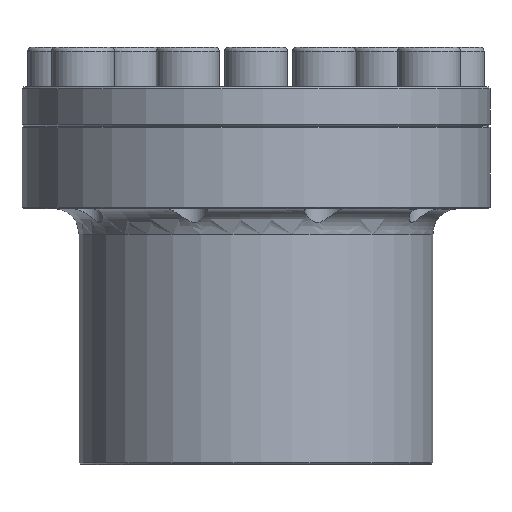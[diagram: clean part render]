
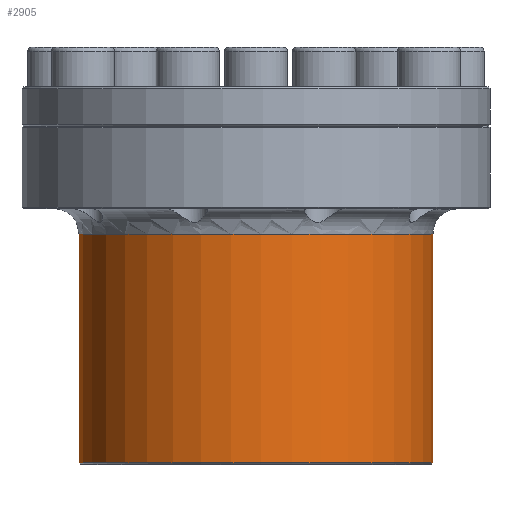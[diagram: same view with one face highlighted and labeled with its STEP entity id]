
A CAD part, front view. The second image highlights one B-rep face of the part: STEP entity #2905.
In plain terms, the highlighted cylindrical face has radius 45 mm (diameter 90 mm), a partial arc.
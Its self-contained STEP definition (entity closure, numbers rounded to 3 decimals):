
#218=LINE('',#5472,#422);
#232=LINE('',#5507,#436);
#422=VECTOR('',#3898,1.);
#436=VECTOR('',#3914,1.);
#821=FACE_OUTER_BOUND('',#1047,.T.);
#1047=EDGE_LOOP('',(#2520,#2521,#2522,#2523));
#1129=CIRCLE('',#3118,45.);
#1181=CIRCLE('',#3209,45.);
#1389=VERTEX_POINT('',#5153);
#1390=VERTEX_POINT('',#5155);
#1426=VERTEX_POINT('',#5471);
#1440=VERTEX_POINT('',#5505);
#1708=EDGE_CURVE('',#1390,#1389,#1129,.T.);
#1773=EDGE_CURVE('',#1426,#1390,#218,.T.);
#1789=EDGE_CURVE('',#1389,#1440,#232,.T.);
#1814=EDGE_CURVE('',#1426,#1440,#1181,.T.);
#2520=ORIENTED_EDGE('',*,*,#1773,.T.);
#2521=ORIENTED_EDGE('',*,*,#1708,.T.);
#2522=ORIENTED_EDGE('',*,*,#1789,.T.);
#2523=ORIENTED_EDGE('',*,*,#1814,.F.);
#2587=CYLINDRICAL_SURFACE('',#3208,45.);
#2905=ADVANCED_FACE('',(#821),#2587,.T.);
#3118=AXIS2_PLACEMENT_3D('',#5156,#3756,#3757);
#3208=AXIS2_PLACEMENT_3D('',#5554,#3978,#3979);
#3209=AXIS2_PLACEMENT_3D('',#5555,#3980,#3981);
#3756=DIRECTION('center_axis',(0.,0.,-1.));
#3757=DIRECTION('ref_axis',(0.,1.,0.));
#3898=DIRECTION('',(0.,0.,1.));
#3914=DIRECTION('',(0.,0.,-1.));
#3978=DIRECTION('center_axis',(0.,0.,-1.));
#3979=DIRECTION('ref_axis',(0.,1.,0.));
#3980=DIRECTION('center_axis',(0.,0.,-1.));
#3981=DIRECTION('ref_axis',(0.,1.,0.));
#5153=CARTESIAN_POINT('',(12.568,43.209,-37.5));
#5155=CARTESIAN_POINT('',(15.231,42.344,-37.5));
#5156=CARTESIAN_POINT('Origin',(0.,0.,-37.5));
#5471=CARTESIAN_POINT('',(15.231,42.344,-95.6));
#5472=CARTESIAN_POINT('',(15.231,42.344,-66.55));
#5505=CARTESIAN_POINT('',(12.568,43.209,-95.6));
#5507=CARTESIAN_POINT('',(12.568,43.209,-66.55));
#5554=CARTESIAN_POINT('Origin',(0.,0.,-66.55));
#5555=CARTESIAN_POINT('Origin',(0.,0.,-95.6));
